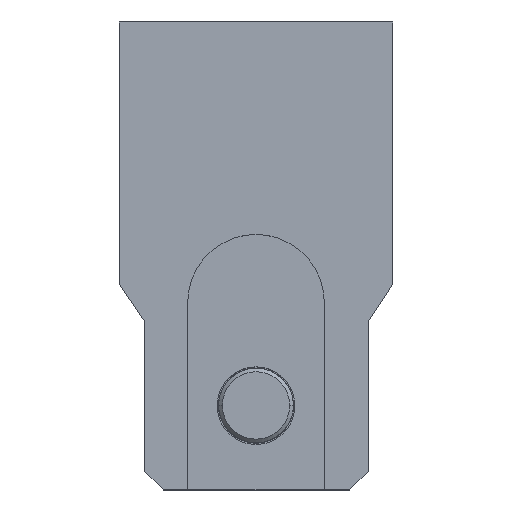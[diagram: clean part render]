
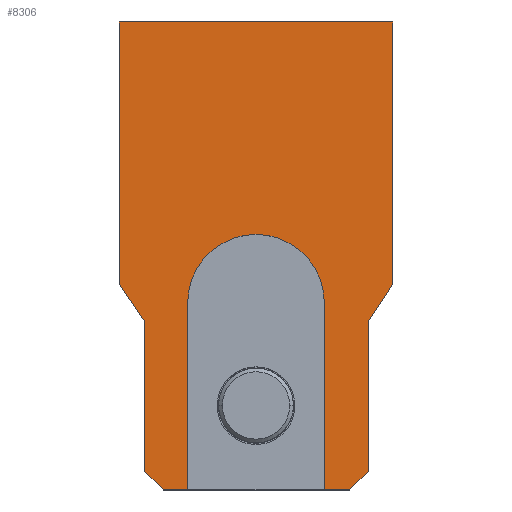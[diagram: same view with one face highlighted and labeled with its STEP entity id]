
A CAD part, top view. The second image highlights one B-rep face of the part: STEP entity #8306.
In plain terms, the highlighted planar face has unit normal (0, 0, 1).
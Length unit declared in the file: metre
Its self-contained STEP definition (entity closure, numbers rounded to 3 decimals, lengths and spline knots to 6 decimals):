
#500=DIRECTION('',(1.,0.,0.));
#501=VECTOR('',#500,0.0292);
#502=CARTESIAN_POINT('',(-0.0146,0.028,0.026));
#503=LINE('',#502,#501);
#1018=CARTESIAN_POINT('',(0.,-0.002,0.026));
#1019=DIRECTION('',(0.,0.,-1.));
#1020=DIRECTION('',(-1.,0.,0.));
#1021=AXIS2_PLACEMENT_3D('',#1018,#1019,#1020);
#1023=DIRECTION('',(0.707,-0.707,0.));
#1024=VECTOR('',#1023,0.002828);
#1025=CARTESIAN_POINT('',(-0.011894,-0.02,0.026));
#1026=LINE('',#1025,#1024);
#1027=DIRECTION('',(0.56,-0.828,0.));
#1028=VECTOR('',#1027,0.004829);
#1029=CARTESIAN_POINT('',(-0.0146,0.,0.026));
#1030=LINE('',#1029,#1028);
#1031=DIRECTION('',(0.,-1.,0.));
#1032=VECTOR('',#1031,0.028);
#1033=CARTESIAN_POINT('',(-0.0146,0.028,0.026));
#1034=LINE('',#1033,#1032);
#1035=DIRECTION('',(0.,1.,0.));
#1036=VECTOR('',#1035,0.028);
#1037=CARTESIAN_POINT('',(0.0146,0.,0.026));
#1038=LINE('',#1037,#1036);
#1039=DIRECTION('',(0.545,0.838,0.));
#1040=VECTOR('',#1039,0.004771);
#1041=CARTESIAN_POINT('',(0.012,-0.004,0.026));
#1042=LINE('',#1041,#1040);
#1043=DIRECTION('',(0.,1.,0.));
#1044=VECTOR('',#1043,0.016);
#1045=CARTESIAN_POINT('',(0.012,-0.02,0.026));
#1046=LINE('',#1045,#1044);
#1047=DIRECTION('',(0.707,0.707,0.));
#1048=VECTOR('',#1047,0.002828);
#1049=CARTESIAN_POINT('',(0.01,-0.022,0.026));
#1050=LINE('',#1049,#1048);
#1059=DIRECTION('',(0.,-1.,0.));
#1060=VECTOR('',#1059,0.02);
#1061=CARTESIAN_POINT('',(-0.0073,-0.002,0.026));
#1062=LINE('',#1061,#1060);
#1071=DIRECTION('',(-1.,0.,0.));
#1072=VECTOR('',#1071,0.0027);
#1073=CARTESIAN_POINT('',(0.01,-0.022,0.026));
#1074=LINE('',#1073,#1072);
#1079=DIRECTION('',(-1.,0.,0.));
#1080=VECTOR('',#1079,0.002594);
#1081=CARTESIAN_POINT('',(-0.0073,-0.022,0.026));
#1082=LINE('',#1081,#1080);
#5944=DIRECTION('',(0.,1.,0.));
#5945=VECTOR('',#5944,0.016);
#5946=CARTESIAN_POINT('',(-0.011894,-0.02,0.026));
#5947=LINE('',#5946,#5945);
#5960=DIRECTION('',(0.,1.,0.));
#5961=VECTOR('',#5960,0.02);
#5962=CARTESIAN_POINT('',(0.0073,-0.022,0.026));
#5963=LINE('',#5962,#5961);
#5992=CARTESIAN_POINT('',(-0.0146,0.,0.026));
#5993=VERTEX_POINT('',#5992);
#5994=CARTESIAN_POINT('',(-0.011894,-0.004,0.026));
#5995=VERTEX_POINT('',#5994);
#6002=CARTESIAN_POINT('',(-0.0146,0.028,0.026));
#6003=VERTEX_POINT('',#6002);
#6018=CARTESIAN_POINT('',(0.0146,0.,0.026));
#6019=VERTEX_POINT('',#6018);
#6020=CARTESIAN_POINT('',(0.0146,0.028,0.026));
#6021=VERTEX_POINT('',#6020);
#6750=CARTESIAN_POINT('',(0.012,-0.004,0.026));
#6751=VERTEX_POINT('',#6750);
#6752=CARTESIAN_POINT('',(0.012,-0.02,0.026));
#6753=VERTEX_POINT('',#6752);
#6754=CARTESIAN_POINT('',(-0.0073,-0.002,0.026));
#6755=CARTESIAN_POINT('',(-0.0073,-0.022,0.026));
#6756=VERTEX_POINT('',#6754);
#6757=VERTEX_POINT('',#6755);
#6758=CARTESIAN_POINT('',(-0.009894,-0.022,0.026));
#6759=VERTEX_POINT('',#6758);
#6760=CARTESIAN_POINT('',(-0.011894,-0.02,0.026));
#6761=VERTEX_POINT('',#6760);
#6762=CARTESIAN_POINT('',(0.01,-0.022,0.026));
#6763=VERTEX_POINT('',#6762);
#6764=CARTESIAN_POINT('',(0.0073,-0.022,0.026));
#6765=VERTEX_POINT('',#6764);
#6766=CARTESIAN_POINT('',(0.0073,-0.002,0.026));
#6767=VERTEX_POINT('',#6766);
#8273=CARTESIAN_POINT('',(-0.0146,0.,0.026));
#8274=DIRECTION('',(0.,0.,1.));
#8275=DIRECTION('',(1.,0.,0.));
#8276=AXIS2_PLACEMENT_3D('',#8273,#8274,#8275);
#8277=PLANE('',#8276);
#8279=ORIENTED_EDGE('',*,*,#8278,.F.);
#8281=ORIENTED_EDGE('',*,*,#8280,.T.);
#8283=ORIENTED_EDGE('',*,*,#8282,.T.);
#8285=ORIENTED_EDGE('',*,*,#8284,.F.);
#8287=ORIENTED_EDGE('',*,*,#8286,.T.);
#8289=ORIENTED_EDGE('',*,*,#8288,.F.);
#8290=ORIENTED_EDGE('',*,*,#8266,.F.);
#8291=ORIENTED_EDGE('',*,*,#7904,.T.);
#8293=ORIENTED_EDGE('',*,*,#8292,.F.);
#8295=ORIENTED_EDGE('',*,*,#8294,.F.);
#8297=ORIENTED_EDGE('',*,*,#8296,.F.);
#8299=ORIENTED_EDGE('',*,*,#8298,.F.);
#8301=ORIENTED_EDGE('',*,*,#8300,.T.);
#8303=ORIENTED_EDGE('',*,*,#8302,.T.);
#8304=EDGE_LOOP('',(#8279,#8281,#8283,#8285,#8287,#8289,#8290,#8291,#8293,#8295,
#8297,#8299,#8301,#8303));
#8305=FACE_OUTER_BOUND('',#8304,.F.);
#8306=ADVANCED_FACE('',(#8305),#8277,.T.);
#1022=CIRCLE('',#1021,0.0073);
#7904=EDGE_CURVE('',#6003,#6021,#503,.T.);
#8266=EDGE_CURVE('',#6003,#5993,#1034,.T.);
#8278=EDGE_CURVE('',#6756,#6767,#1022,.T.);
#8280=EDGE_CURVE('',#6756,#6757,#1062,.T.);
#8282=EDGE_CURVE('',#6757,#6759,#1082,.T.);
#8284=EDGE_CURVE('',#6761,#6759,#1026,.T.);
#8286=EDGE_CURVE('',#6761,#5995,#5947,.T.);
#8288=EDGE_CURVE('',#5993,#5995,#1030,.T.);
#8292=EDGE_CURVE('',#6019,#6021,#1038,.T.);
#8294=EDGE_CURVE('',#6751,#6019,#1042,.T.);
#8296=EDGE_CURVE('',#6753,#6751,#1046,.T.);
#8298=EDGE_CURVE('',#6763,#6753,#1050,.T.);
#8300=EDGE_CURVE('',#6763,#6765,#1074,.T.);
#8302=EDGE_CURVE('',#6765,#6767,#5963,.T.);
